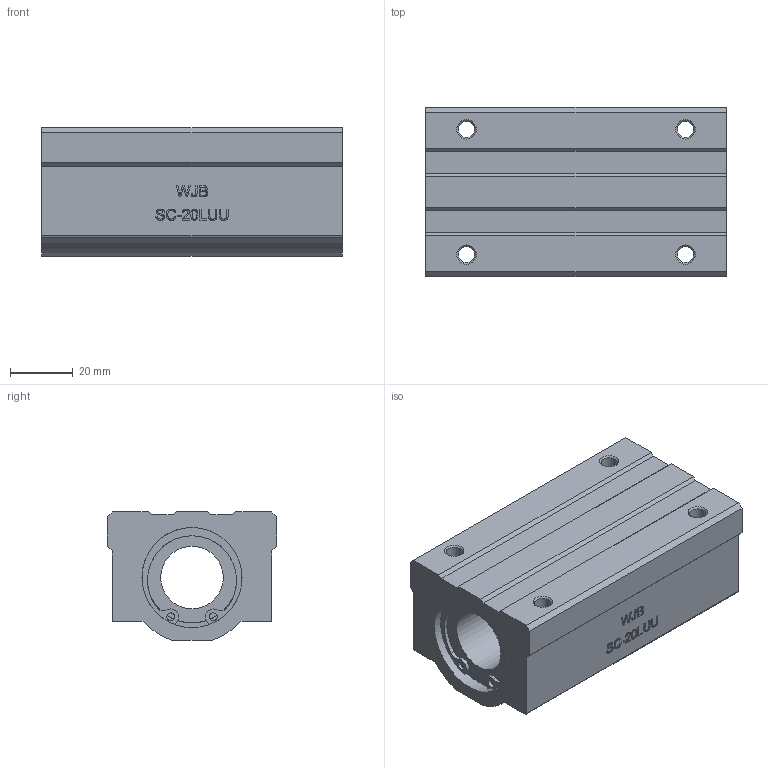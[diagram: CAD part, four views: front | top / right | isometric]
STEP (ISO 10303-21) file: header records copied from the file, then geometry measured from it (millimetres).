
FILE_DESCRIPTION(/* description */ (''),/* implementation_level */ '2;1');
FILE_NAME(/* name */ 'WJB-SC20LUU.stp',/* time_stamp */ '2018-11-27T23:37:07+08:00',/* author */ (''),/* organization */ (''),/* preprocessor_version */ 'ST-DEVELOPER v11',/* originating_system */ 'SIEMENS UGS NX 6.0',/* authorisation */ '');
FILE_SCHEMA (('CONFIG_CONTROL_DESIGN'));
Length unit declared in the file: millimetre
Products named in the file (1): WJB-SC20LUU
Bounding box: 96 x 54 x 41 mm (x, y, z)
Volume: 150017.5 mm3; surface area: 29222.5 mm2
Topology: 1 solids, 1 shells, 248 faces, 640 edges, 420 vertices
Faces by surface type: plane 149, extrusion 68, cylinder 27, cone 4
Full cylindrical faces by diameter (mm): 2.5 x4, 5.2 x4, 20 x1, 29 x2, 32 x2
Entity records: 9454 total; most frequent: CARTESIAN_POINT 3758, ORIENTED_EDGE 1222, DIRECTION 922, EDGE_CURVE 611, VERTEX_POINT 408, VECTOR 378, LINE 310, EDGE_LOOP 309
